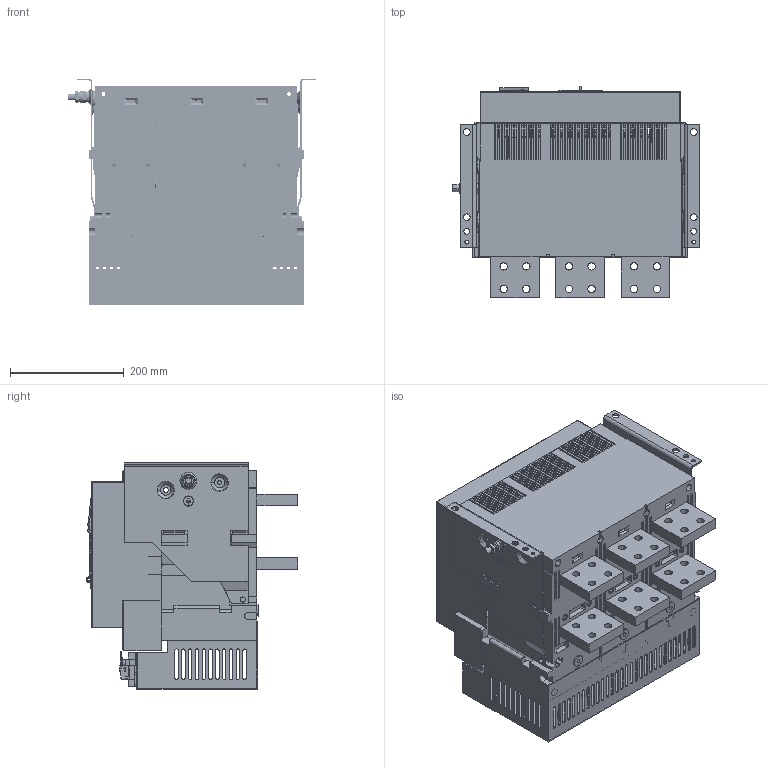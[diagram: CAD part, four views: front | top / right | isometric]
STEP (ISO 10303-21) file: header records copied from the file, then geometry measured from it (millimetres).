
FILE_DESCRIPTION((''),'2;1');
FILE_NAME('NA1-3200-3P-GUDINGSHI','2020-05-02T14:14:07',('fansz'),(''),'CREO PARAMETRIC BY PTC INC, 2018020','CREO PARAMETRIC BY PTC INC, 2018020','');
FILE_SCHEMA(('CONFIG_CONTROL_DESIGN'));
Products named in the file (1): NA1-3200-3P-GUDINGSHI
Bounding box: 437 x 372.5 x 399 mm (x, y, z)
Volume: 7969119.9 mm3; surface area: 2694763.6 mm2
Topology: 1 solids, 69 shells, 7599 faces, 22113 edges, 14607 vertices
Faces by surface type: plane 5180, cylinder 1128, extrusion 1076, cone 133, torus 50, bspline 22, sphere 10
Entity records: 258339 total; most frequent: CARTESIAN_POINT 58413, ORIENTED_EDGE 44210, DIRECTION 36541, EDGE_CURVE 22105, VECTOR 17683, LINE 16607, VERTEX_POINT 14607, AXIS2_PLACEMENT_3D 9429
